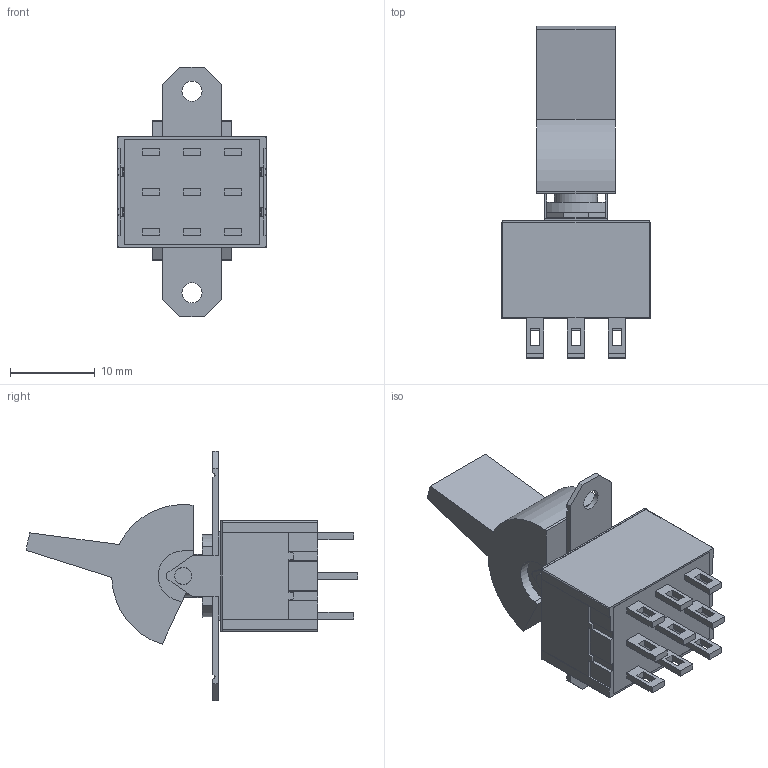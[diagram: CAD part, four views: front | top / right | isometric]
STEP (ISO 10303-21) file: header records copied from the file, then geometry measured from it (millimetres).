
FILE_DESCRIPTION( ( 'STEP AP214' ), '1' );
FILE_NAME( 'M2032TNW01-EA.stp', '2019-12-27T12:48:55', ( '' ), ( '' ), ' ', 'PARTsolutions', ' ' );
FILE_SCHEMA( ( 'AUTOMOTIVE_DESIGN { 1 0 10303 214 1 1 1 1 }' ) );
Length unit declared in the file: inch
Products named in the file (7): M2032TNW01-EA; _M203201-switch; _M203TN-cover; _M203TN-fr-cover-t; _M20TN-fr-frame; _AT4149-A; _M203201W-terminals
Assembly tree (6 placements, depth 2):
  M2032TNW01-EA
    _M203201-switch
    _M203TN-cover
    _M203TN-fr-cover-t
    _M20TN-fr-frame
    _AT4149-A
    _M203201W-terminals
Bounding box: 17.5 x 39.18 x 29.49 mm (x, y, z)
Volume: 4228.7 mm3; surface area: 4407.4 mm2
Topology: 6 solids, 6 shells, 300 faces, 796 edges, 526 vertices
Faces by surface type: plane 259, cylinder 41
Full cylindrical faces by diameter (mm): 1.981 x2, 2.032 x2, 2.388 x2, 5.08 x2
Entity records: 11706 total; most frequent: CARTESIAN_POINT 1619, ORIENTED_EDGE 1574, DIRECTION 1494, EDGE_CURVE 787, LINE 694, VECTOR 694, VERTEX_POINT 525, AXIS2_PLACEMENT_3D 400
